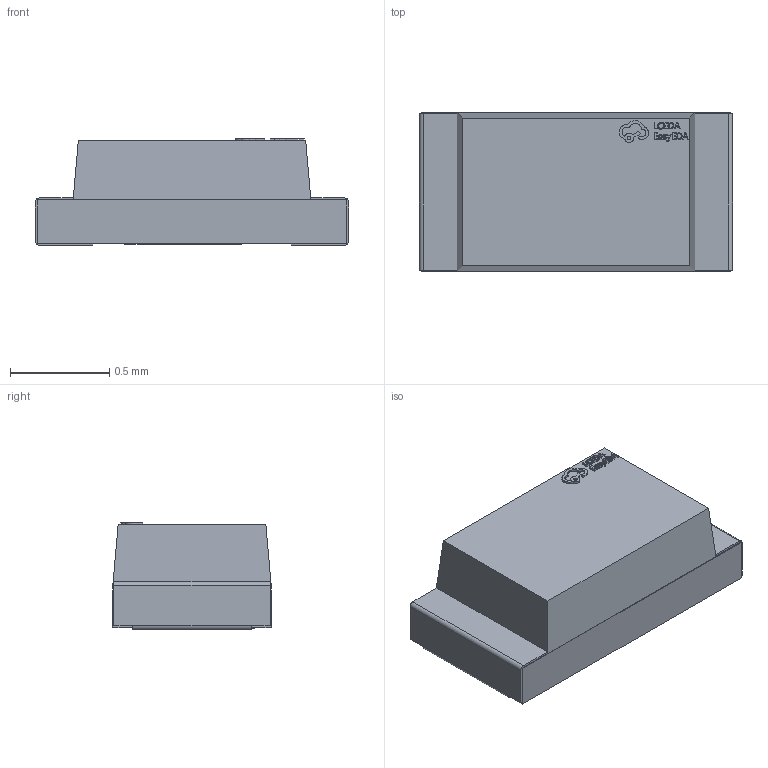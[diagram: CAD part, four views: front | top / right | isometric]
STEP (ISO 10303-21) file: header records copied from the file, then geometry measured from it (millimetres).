
FILE_DESCRIPTION (( 'STEP AP214' ), '1' );
FILE_NAME ('LED0603-RD_1.STEP', '2024-05-27T11:34:32', ( 'User' ), ( 'China' ), 'SwSTEP 2.0', 'SolidWorks 2020', '' );
FILE_SCHEMA (( 'AUTOMOTIVE_DESIGN' ));
Length unit declared in the file: millimetre
Products named in the file (1): LED0603-RD_1
Bounding box: 1.58 x 0.8 x 0.54 mm (x, y, z)
Volume: 0.6 mm3; surface area: 4.7 mm2
Topology: 1 solids, 1 shells, 266 faces, 728 edges, 484 vertices
Faces by surface type: plane 164, bspline 98, cylinder 4
Entity records: 11820 total; most frequent: CARTESIAN_POINT 2785, ORIENTED_EDGE 1456, DIRECTION 874, EDGE_CURVE 728, VECTOR 520, LINE 520, VERTEX_POINT 484, EDGE_LOOP 286
